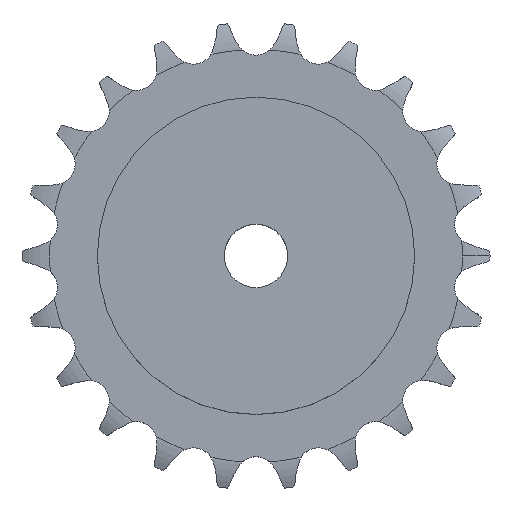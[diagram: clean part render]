
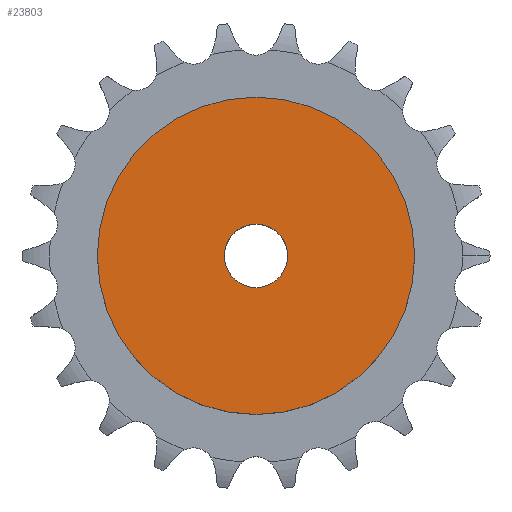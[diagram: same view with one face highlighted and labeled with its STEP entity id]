
A CAD part, top view. The second image highlights one B-rep face of the part: STEP entity #23803.
In plain terms, the highlighted planar face has unit normal (0, 0, 1).
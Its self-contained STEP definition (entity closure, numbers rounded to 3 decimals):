
#3108 = CYLINDRICAL_SURFACE('',#3109,40.);
#3109 = AXIS2_PLACEMENT_3D('',#3110,#3111,#3112);
#3110 = CARTESIAN_POINT('',(0.,0.,0.));
#3111 = DIRECTION('',(-0.,-0.,-1.));
#3112 = DIRECTION('',(1.,0.,0.));
#15154 = VERTEX_POINT('',#15155);
#15155 = CARTESIAN_POINT('',(40.,0.,30.));
#15176 = EDGE_CURVE('',#15154,#15154,#15177,.T.);
#15177 = SURFACE_CURVE('',#15178,(#15183,#15190),.PCURVE_S1.);
#15178 = CIRCLE('',#15179,40.);
#15179 = AXIS2_PLACEMENT_3D('',#15180,#15181,#15182);
#15180 = CARTESIAN_POINT('',(0.,0.,30.));
#15181 = DIRECTION('',(0.,0.,1.));
#15182 = DIRECTION('',(1.,0.,0.));
#15183 = PCURVE('',#3108,#15184);
#15184 = DEFINITIONAL_REPRESENTATION('',(#15185),#15189);
#15185 = LINE('',#15186,#15187);
#15186 = CARTESIAN_POINT('',(-0.,-30.));
#15187 = VECTOR('',#15188,1.);
#15188 = DIRECTION('',(-1.,0.));
#15189 = ( GEOMETRIC_REPRESENTATION_CONTEXT(2) 
PARAMETRIC_REPRESENTATION_CONTEXT() REPRESENTATION_CONTEXT('2D SPACE',''
  ) );
#15190 = PCURVE('',#15191,#15196);
#15191 = PLANE('',#15192);
#15192 = AXIS2_PLACEMENT_3D('',#15193,#15194,#15195);
#15193 = CARTESIAN_POINT('',(0.,0.,30.)
  );
#15194 = DIRECTION('',(0.,0.,1.));
#15195 = DIRECTION('',(1.,0.,0.));
#15196 = DEFINITIONAL_REPRESENTATION('',(#15197),#15201);
#15197 = CIRCLE('',#15198,40.);
#15198 = AXIS2_PLACEMENT_2D('',#15199,#15200);
#15199 = CARTESIAN_POINT('',(0.,0.));
#15200 = DIRECTION('',(1.,0.));
#15201 = ( GEOMETRIC_REPRESENTATION_CONTEXT(2) 
PARAMETRIC_REPRESENTATION_CONTEXT() REPRESENTATION_CONTEXT('2D SPACE',''
  ) );
#20216 = CYLINDRICAL_SURFACE('',#20217,8.);
#20217 = AXIS2_PLACEMENT_3D('',#20218,#20219,#20220);
#20218 = CARTESIAN_POINT('',(0.,0.,183.837));
#20219 = DIRECTION('',(0.,0.,1.));
#20220 = DIRECTION('',(1.,0.,0.));
#23803 = ADVANCED_FACE('',(#23804,#23807),#15191,.T.);
#23804 = FACE_BOUND('',#23805,.T.);
#23805 = EDGE_LOOP('',(#23806));
#23806 = ORIENTED_EDGE('',*,*,#15176,.T.);
#23807 = FACE_BOUND('',#23808,.T.);
#23808 = EDGE_LOOP('',(#23809));
#23809 = ORIENTED_EDGE('',*,*,#23810,.F.);
#23810 = EDGE_CURVE('',#23811,#23811,#23813,.T.);
#23811 = VERTEX_POINT('',#23812);
#23812 = CARTESIAN_POINT('',(8.,0.,30.));
#23813 = SURFACE_CURVE('',#23814,(#23819,#23826),.PCURVE_S1.);
#23814 = CIRCLE('',#23815,8.);
#23815 = AXIS2_PLACEMENT_3D('',#23816,#23817,#23818);
#23816 = CARTESIAN_POINT('',(0.,0.,30.));
#23817 = DIRECTION('',(0.,0.,1.));
#23818 = DIRECTION('',(1.,0.,0.));
#23819 = PCURVE('',#15191,#23820);
#23820 = DEFINITIONAL_REPRESENTATION('',(#23821),#23825);
#23821 = CIRCLE('',#23822,8.);
#23822 = AXIS2_PLACEMENT_2D('',#23823,#23824);
#23823 = CARTESIAN_POINT('',(0.,0.));
#23824 = DIRECTION('',(1.,0.));
#23825 = ( GEOMETRIC_REPRESENTATION_CONTEXT(2) 
PARAMETRIC_REPRESENTATION_CONTEXT() REPRESENTATION_CONTEXT('2D SPACE',''
  ) );
#23826 = PCURVE('',#20216,#23827);
#23827 = DEFINITIONAL_REPRESENTATION('',(#23828),#23832);
#23828 = LINE('',#23829,#23830);
#23829 = CARTESIAN_POINT('',(0.,-153.837));
#23830 = VECTOR('',#23831,1.);
#23831 = DIRECTION('',(1.,0.));
#23832 = ( GEOMETRIC_REPRESENTATION_CONTEXT(2) 
PARAMETRIC_REPRESENTATION_CONTEXT() REPRESENTATION_CONTEXT('2D SPACE',''
  ) );
